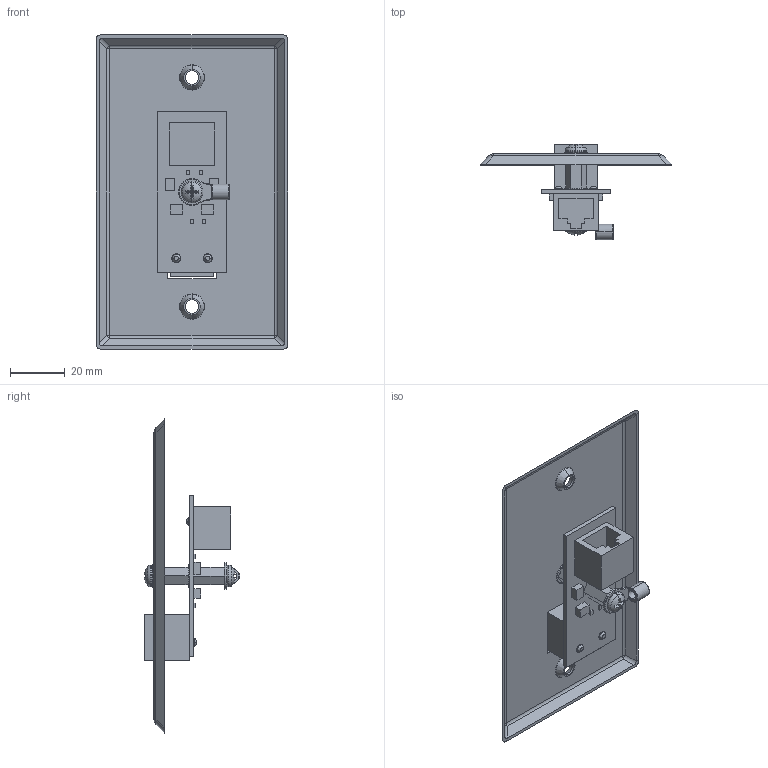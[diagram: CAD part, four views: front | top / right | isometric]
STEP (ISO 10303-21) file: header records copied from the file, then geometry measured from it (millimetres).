
FILE_DESCRIPTION (( 'STEP AP214' ), '1' );
FILE_NAME ('WPCAT6.STEP', '2011-10-24T14:30:35', ( 'x' ), ( 'Microsoft' ), 'SwSTEP 2.0', 'SolidWorks 2010', '' );
FILE_SCHEMA (( 'AUTOMOTIVE_DESIGN' ));
Length unit declared in the file: inch
Products named in the file (8): XCT-0005; 1AJ02-086; 1AG02-025; WPCAT6; 1AJ03-012; HYP353; 1AJ02-057; XFN-0024
Assembly tree (10 placements, depth 2):
  WPCAT6
    1AJ03-012  x3
    1AJ02-086
    1AJ02-057
    XFN-0024  x2
    XCT-0005
    1AG02-025
    HYP353
Bounding box: 69.86 x 34.71 x 114.3 mm (x, y, z)
Volume: 15481.1 mm3; surface area: 25483 mm2
Topology: 10 solids, 10 shells, 828 faces, 1909 edges, 1115 vertices
Faces by surface type: cone 384, plane 238, cylinder 145, torus 51, sphere 8, bspline 2
Entity records: 23384 total; most frequent: DIRECTION 3277, CARTESIAN_POINT 3249, ORIENTED_EDGE 2862, EDGE_CURVE 1431, AXIS2_PLACEMENT_3D 1237, VERTEX_POINT 825, VECTOR 803, LINE 803
